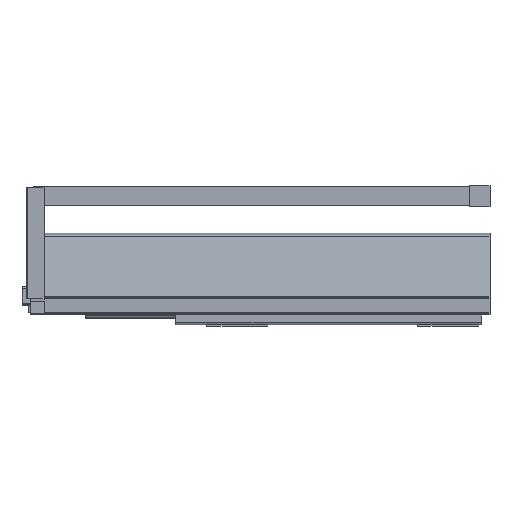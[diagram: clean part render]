
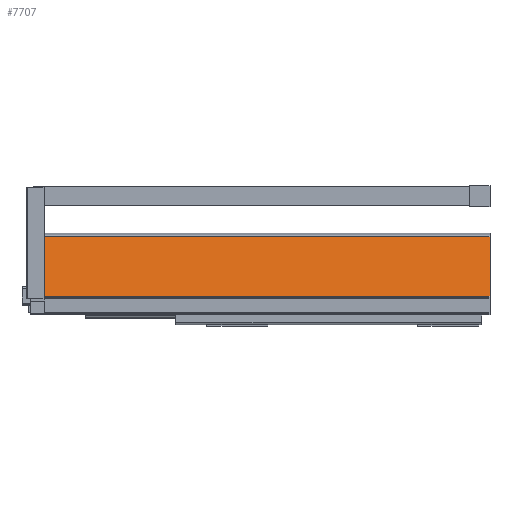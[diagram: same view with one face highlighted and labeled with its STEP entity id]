
A CAD part, top view. The second image highlights one B-rep face of the part: STEP entity #7707.
In plain terms, the highlighted planar face has unit normal (0, 0.208, 0.978).
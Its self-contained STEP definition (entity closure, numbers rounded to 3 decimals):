
#470 = CARTESIAN_POINT ( 'NONE',  ( -492., 80.422, 21.003 ) ) ;
#504 = LINE ( 'NONE', #4207, #2277 ) ;
#1128 = EDGE_CURVE ( 'NONE', #9426, #2431, #6383, .T. ) ;
#1208 = VECTOR ( 'NONE', #10756, 1000. ) ;
#1369 = EDGE_CURVE ( 'NONE', #3822, #2431, #7798, .T. ) ;
#1642 = ORIENTED_EDGE ( 'NONE', *, *, #4676, .T. ) ;
#2277 = VECTOR ( 'NONE', #4264, 1000. ) ;
#2431 = VERTEX_POINT ( 'NONE', #3187 ) ;
#3126 = ORIENTED_EDGE ( 'NONE', *, *, #1128, .F. ) ;
#3158 = DIRECTION ( 'NONE',  ( 0., 0.208, 0.978 ) ) ;
#3187 = CARTESIAN_POINT ( 'NONE',  ( 0., 17.084, 34.466 ) ) ;
#3276 = DIRECTION ( 'NONE',  ( 1., 0., 0. ) ) ;
#3683 = ORIENTED_EDGE ( 'NONE', *, *, #8145, .F. ) ;
#3822 = VERTEX_POINT ( 'NONE', #5444 ) ;
#4198 = EDGE_LOOP ( 'NONE', ( #3683, #1642, #10357, #3126 ) ) ;
#4207 = CARTESIAN_POINT ( 'NONE',  ( -492., 80.422, 21.003 ) ) ;
#4264 = DIRECTION ( 'NONE',  ( 1., 0., 0. ) ) ;
#4676 = EDGE_CURVE ( 'NONE', #10713, #3822, #9478, .T. ) ;
#4855 = DIRECTION ( 'NONE',  ( 0., -0.978, 0.208 ) ) ;
#4909 = FACE_OUTER_BOUND ( 'NONE', #4198, .T. ) ;
#5444 = CARTESIAN_POINT ( 'NONE',  ( -475.5, 17.084, 34.466 ) ) ;
#5786 = VECTOR ( 'NONE', #4855, 1000. ) ;
#6218 = CARTESIAN_POINT ( 'NONE',  ( -475.5, 80.422, 21.003 ) ) ;
#6383 = LINE ( 'NONE', #7049, #1208 ) ;
#6850 = DIRECTION ( 'NONE',  ( 0., -0.978, 0.208 ) ) ;
#6941 = AXIS2_PLACEMENT_3D ( 'NONE', #470, #3158, #6850 ) ;
#7049 = CARTESIAN_POINT ( 'NONE',  ( 0., 80.422, 21.003 ) ) ;
#7078 = CARTESIAN_POINT ( 'NONE',  ( 0., 17.084, 34.466 ) ) ;
#7587 = VECTOR ( 'NONE', #3276, 1000. ) ;
#7707 = ADVANCED_FACE ( 'NONE', ( #4909 ), #9711, .T. ) ;
#7798 = LINE ( 'NONE', #7078, #7587 ) ;
#8145 = EDGE_CURVE ( 'NONE', #10713, #9426, #504, .T. ) ;
#9426 = VERTEX_POINT ( 'NONE', #10664 ) ;
#9478 = LINE ( 'NONE', #9536, #5786 ) ;
#9536 = CARTESIAN_POINT ( 'NONE',  ( -475.5, 80.422, 21.003 ) ) ;
#9711 = PLANE ( 'NONE',  #6941 ) ;
#10357 = ORIENTED_EDGE ( 'NONE', *, *, #1369, .T. ) ;
#10664 = CARTESIAN_POINT ( 'NONE',  ( 0., 80.422, 21.003 ) ) ;
#10713 = VERTEX_POINT ( 'NONE', #6218 ) ;
#10756 = DIRECTION ( 'NONE',  ( 0., -0.978, 0.208 ) ) ;
